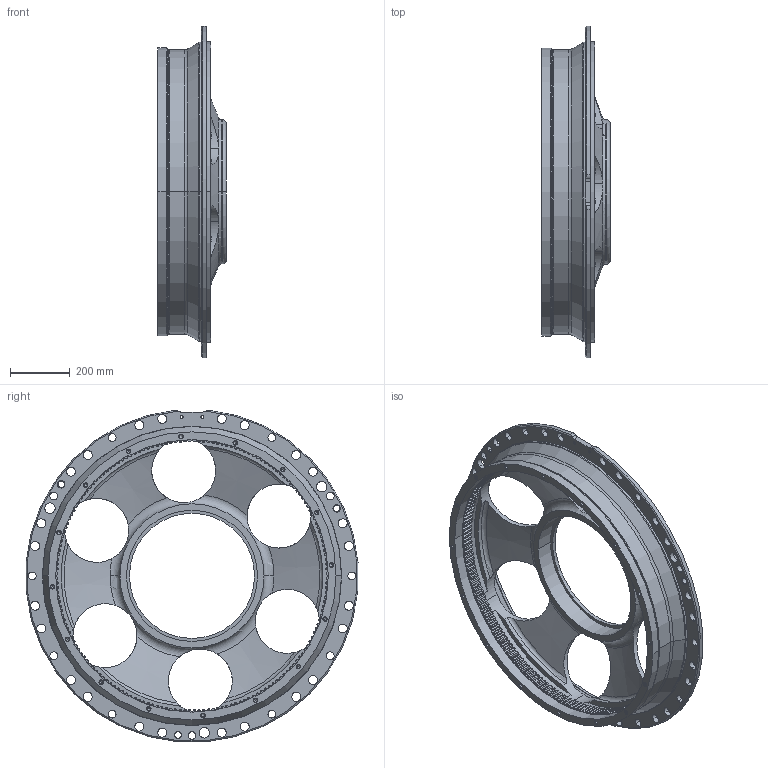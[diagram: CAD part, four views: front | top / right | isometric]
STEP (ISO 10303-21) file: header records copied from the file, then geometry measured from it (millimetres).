
FILE_DESCRIPTION((''),'2;1');
FILE_NAME('75580-2405334_13255','2021-07-23T',('48484'),(''),'PRO/ENGINEER BY PARAMETRIC TECHNOLOGY CORPORATION, 2014440','PRO/ENGINEER BY PARAMETRIC TECHNOLOGY CORPORATION, 2014440','');
FILE_SCHEMA(('CONFIG_CONTROL_DESIGN'));
Length unit declared in the file: millimetre
Products named in the file (1): 75580-2405334_13255
Bounding box: 229 x 1114.6 x 1112.96 mm (x, y, z)
Volume: 23178031.2 mm3; surface area: 2530464.2 mm2
Topology: 1 solids, 22 shells, 1260 faces, 3667 edges, 2406 vertices
Faces by surface type: cylinder 567, extrusion 360, cone 275, plane 34, torus 24
Entity records: 46500 total; most frequent: CARTESIAN_POINT 14072, ORIENTED_EDGE 7186, DIRECTION 6096, EDGE_CURVE 3635, VERTEX_POINT 2406, AXIS2_PLACEMENT_3D 2356, B_SPLINE_CURVE_WITH_KNOTS 1516, CIRCLE 1455
